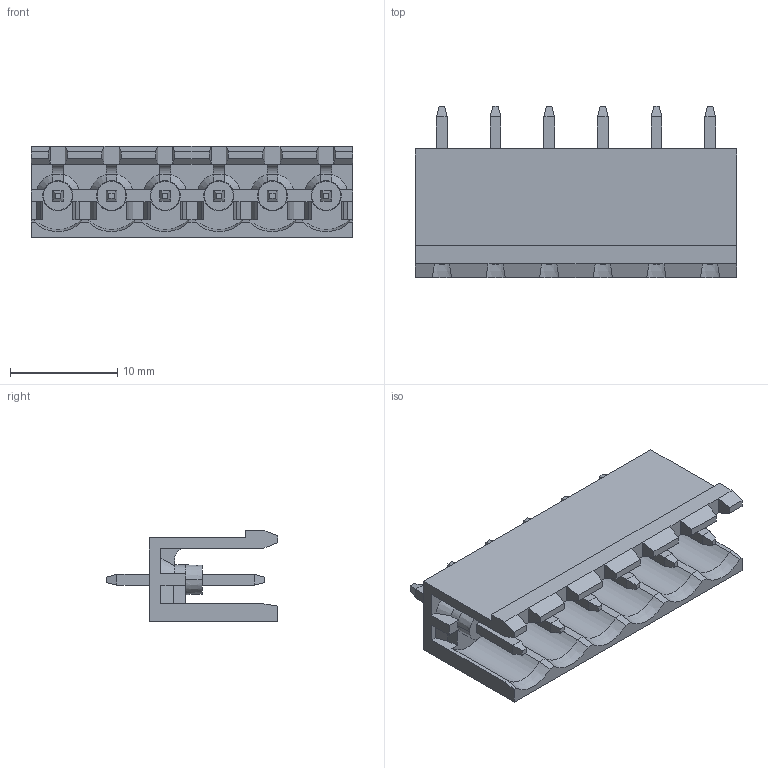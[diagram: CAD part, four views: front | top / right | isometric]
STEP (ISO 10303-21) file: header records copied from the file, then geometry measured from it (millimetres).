
FILE_DESCRIPTION((''),'2;1');
FILE_NAME('WJ2EDGV-500-6P-00A','2017-03-16T',('QZY'),(''),'CREO PARAMETRIC BY PTC INC, 2014440','CREO PARAMETRIC BY PTC INC, 2014440','');
FILE_SCHEMA(('CONFIG_CONTROL_DESIGN'));
Length unit declared in the file: millimetre
Products named in the file (1): WJ2EDGV-500-6P-00A
Bounding box: 30 x 16 x 8.5 mm (x, y, z)
Volume: 1169.6 mm3; surface area: 2518.2 mm2
Topology: 1 solids, 1 shells, 439 faces, 1173 edges, 742 vertices
Faces by surface type: plane 391, cone 30, cylinder 18
Entity records: 13490 total; most frequent: CARTESIAN_POINT 2552, ORIENTED_EDGE 2346, DIRECTION 2107, EDGE_CURVE 1173, VECTOR 1029, LINE 1029, VERTEX_POINT 742, AXIS2_PLACEMENT_3D 539
